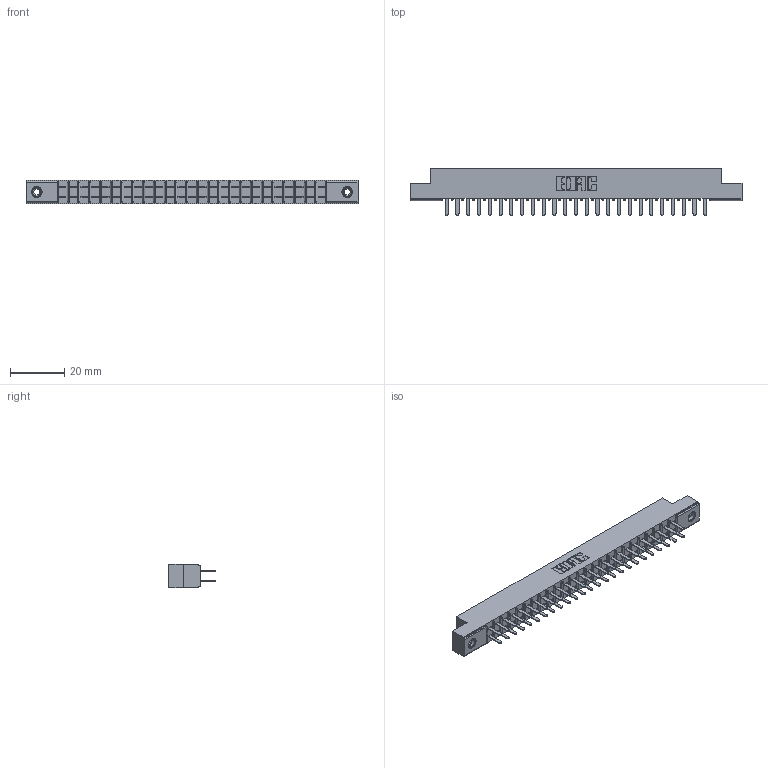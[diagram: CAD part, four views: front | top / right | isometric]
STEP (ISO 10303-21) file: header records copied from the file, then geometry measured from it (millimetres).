
FILE_DESCRIPTION (( 'STEP AP203' ), '1' );
FILE_NAME ('305-050-520-208.STEP', '2019-09-09T21:37:29', ( '' ), ( '' ), 'SwSTEP 2.0', 'SolidWorks 2016', '' );
FILE_SCHEMA (( 'CONFIG_CONTROL_DESIGN' ));
Length unit declared in the file: inch
Products named in the file (4): 345-250-001_345-250-003-102; 305 Part_.156 Dia; 305-290-001_520; 305-050-520-208
Assembly tree (53 placements, depth 2):
  305-050-520-208
    305 Part_.156 Dia
    305-290-001_520  x50
    345-250-001_345-250-003-102  x2
Bounding box: 122.07 x 17.09 x 8.71 mm (x, y, z)
Volume: 7636.7 mm3; surface area: 14669.1 mm2
Topology: 53 solids, 53 shells, 2476 faces, 7027 edges, 4542 vertices
Faces by surface type: plane 1450, cylinder 910, sphere 100, cone 12, torus 4
Entity records: 30203 total; most frequent: CARTESIAN_POINT 4980, ORIENTED_EDGE 4934, DIRECTION 4841, EDGE_CURVE 2467, LINE 1975, VECTOR 1975, VERTEX_POINT 1572, AXIS2_PLACEMENT_3D 1433
